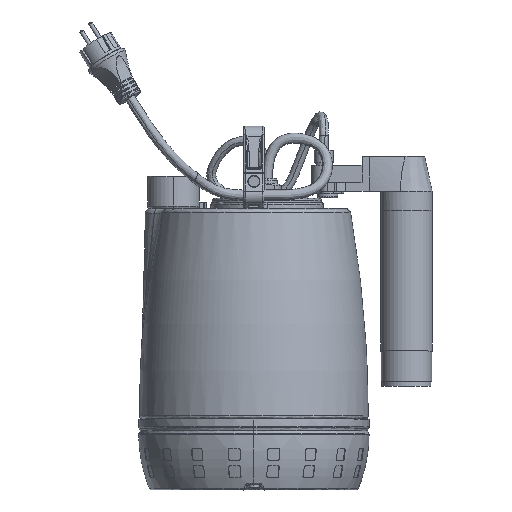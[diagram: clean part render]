
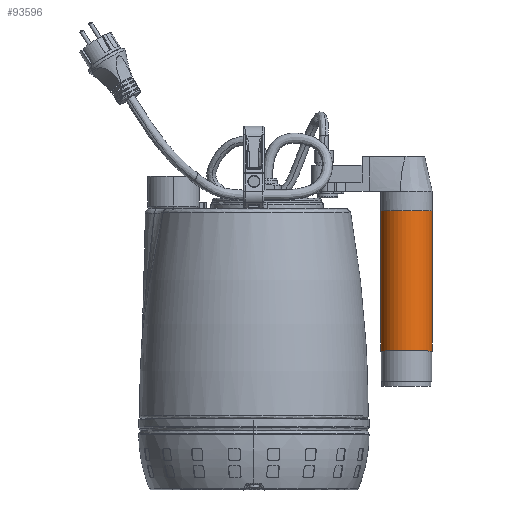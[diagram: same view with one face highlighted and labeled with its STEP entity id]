
A CAD part, top view. The second image highlights one B-rep face of the part: STEP entity #93596.
In plain terms, the highlighted cylindrical face has radius 25.5 mm (diameter 51 mm), a partial arc.
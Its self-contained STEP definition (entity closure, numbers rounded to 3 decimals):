
#3581 = DIRECTION ( 'NONE',  ( 0., 0., -1. ) ) ;
#6701 = ORIENTED_EDGE ( 'NONE', *, *, #75583, .T. ) ;
#10486 = CYLINDRICAL_SURFACE ( 'NONE', #88816, 25.5 ) ;
#11929 = CIRCLE ( 'NONE', #99478, 25.5 ) ;
#12291 = DIRECTION ( 'NONE',  ( 0., 1., 0. ) ) ;
#15432 = VECTOR ( 'NONE', #63654, 1000. ) ;
#16099 = VERTEX_POINT ( 'NONE', #86089 ) ;
#16870 = VERTEX_POINT ( 'NONE', #109357 ) ;
#19005 = FACE_OUTER_BOUND ( 'NONE', #68443, .T. ) ;
#20077 = DIRECTION ( 'NONE',  ( 0., 1., 0. ) ) ;
#24181 = DIRECTION ( 'NONE',  ( 0., 1., 0. ) ) ;
#27865 = VERTEX_POINT ( 'NONE', #59418 ) ;
#46547 = LINE ( 'NONE', #83097, #15432 ) ;
#53801 = VERTEX_POINT ( 'NONE', #102930 ) ;
#59418 = CARTESIAN_POINT ( 'NONE',  ( -0.008, -103.5, -2.1 ) ) ;
#63654 = DIRECTION ( 'NONE',  ( 0., 0., -1. ) ) ;
#66052 = LINE ( 'NONE', #103214, #97383 ) ;
#66988 = ORIENTED_EDGE ( 'NONE', *, *, #116907, .F. ) ;
#68443 = EDGE_LOOP ( 'NONE', ( #66988, #92882, #71017, #6701 ) ) ;
#71017 = ORIENTED_EDGE ( 'NONE', *, *, #72116, .T. ) ;
#72116 = EDGE_CURVE ( 'NONE', #27865, #16870, #46547, .T. ) ;
#75583 = EDGE_CURVE ( 'NONE', #16870, #16099, #99367, .T. ) ;
#77297 = CARTESIAN_POINT ( 'NONE',  ( -0.008, -129., -2.1 ) ) ;
#82604 = DIRECTION ( 'NONE',  ( 0., 0., 1. ) ) ;
#83097 = CARTESIAN_POINT ( 'NONE',  ( -0.008, -103.5, -2.1 ) ) ;
#86089 = CARTESIAN_POINT ( 'NONE',  ( -0.008, -154.5, -141.1 ) ) ;
#88816 = AXIS2_PLACEMENT_3D ( 'NONE', #104281, #95743, #12291 ) ;
#92882 = ORIENTED_EDGE ( 'NONE', *, *, #117599, .T. ) ;
#93596 = ADVANCED_FACE ( 'NONE', ( #19005 ), #10486, .T. ) ;
#94071 = DIRECTION ( 'NONE',  ( 0., 0., -1. ) ) ;
#95743 = DIRECTION ( 'NONE',  ( 0., 0., -1. ) ) ;
#97383 = VECTOR ( 'NONE', #94071, 1000. ) ;
#99367 = CIRCLE ( 'NONE', #116876, 25.5 ) ;
#99478 = AXIS2_PLACEMENT_3D ( 'NONE', #77297, #3581, #20077 ) ;
#102930 = CARTESIAN_POINT ( 'NONE',  ( -0.008, -154.5, -2.1 ) ) ;
#103214 = CARTESIAN_POINT ( 'NONE',  ( -0.008, -154.5, -2.1 ) ) ;
#104281 = CARTESIAN_POINT ( 'NONE',  ( -0.008, -129., -2.1 ) ) ;
#107653 = CARTESIAN_POINT ( 'NONE',  ( -0.008, -129., -141.1 ) ) ;
#109357 = CARTESIAN_POINT ( 'NONE',  ( -0.008, -103.5, -141.1 ) ) ;
#116876 = AXIS2_PLACEMENT_3D ( 'NONE', #107653, #82604, #24181 ) ;
#116907 = EDGE_CURVE ( 'NONE', #53801, #16099, #66052, .T. ) ;
#117599 = EDGE_CURVE ( 'NONE', #53801, #27865, #11929, .T. ) ;
